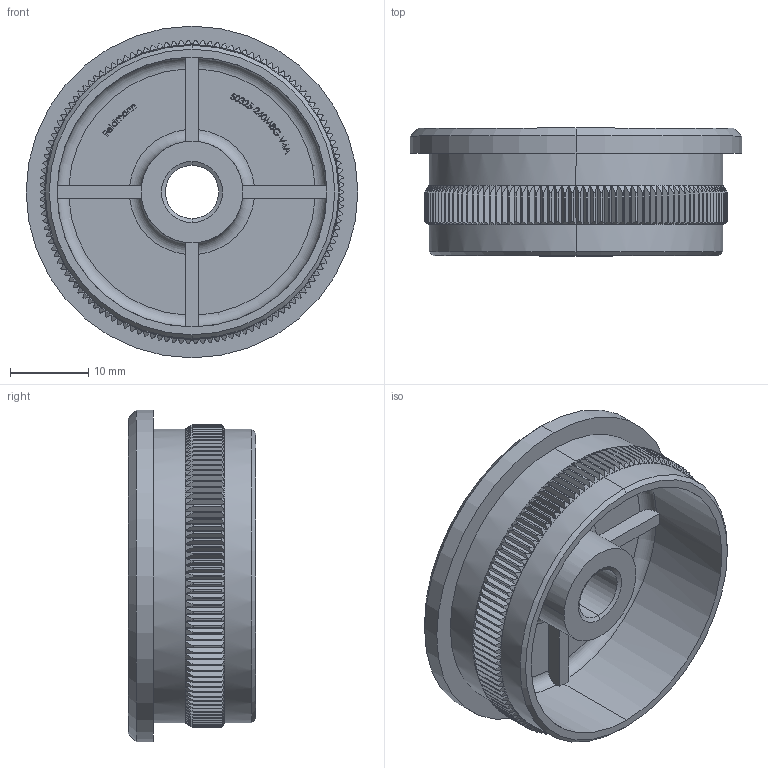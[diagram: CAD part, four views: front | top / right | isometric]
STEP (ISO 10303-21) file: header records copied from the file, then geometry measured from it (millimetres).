
FILE_DESCRIPTION (( 'STEP AP203' ), '1' );
FILE_NAME ('50323-240M8G.step', '2018-10-25T11:56:59', ( '' ), ( '' ), 'SwSTEP 2.0', 'SolidWorks 2015', '' );
FILE_SCHEMA (( 'CONFIG_CONTROL_DESIGN' ));
Length unit declared in the file: millimetre
Products named in the file (1): 50323-240M8G
Bounding box: 42.4 x 16.3 x 42.4 mm (x, y, z)
Volume: 7593.9 mm3; surface area: 7179.4 mm2
Topology: 1 solids, 1 shells, 1276 faces, 3182 edges, 1944 vertices
Faces by surface type: plane 724, cone 268, cylinder 142, bspline 134, torus 8
Entity records: 45715 total; most frequent: CARTESIAN_POINT 16765, ORIENTED_EDGE 6364, DIRECTION 5496, EDGE_CURVE 3182, AXIS2_PLACEMENT_3D 1975, VERTEX_POINT 1944, LINE 1546, VECTOR 1546
